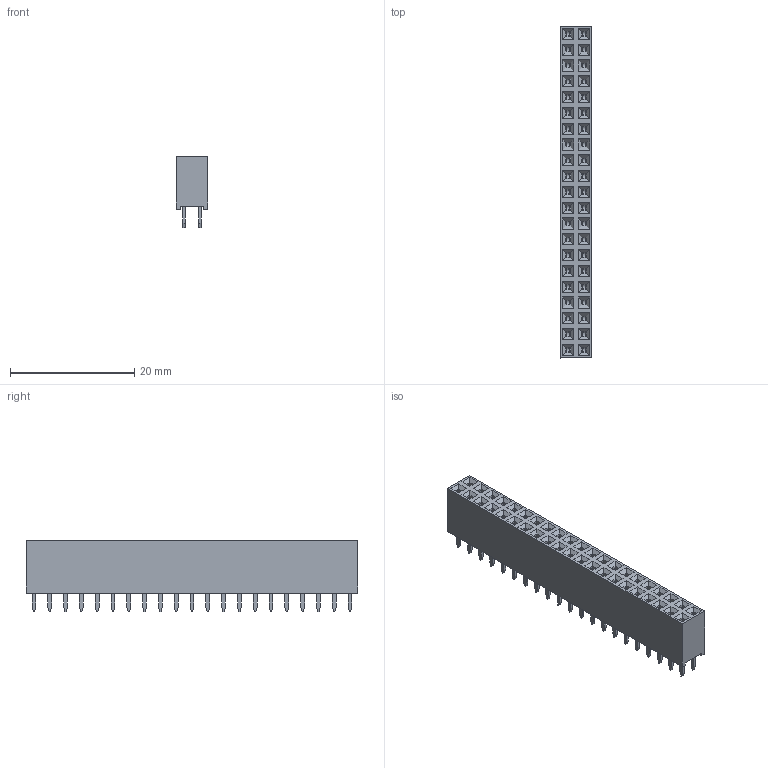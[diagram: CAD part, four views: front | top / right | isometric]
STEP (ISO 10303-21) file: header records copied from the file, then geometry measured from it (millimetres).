
FILE_DESCRIPTION(/* description */ ('Open CASCADE Model'),/* implementation_level */ '2;1');
FILE_NAME(/* name */ 'PBD-42_402.stp',/* time_stamp */ '2025-12-02T16:09:31+03:00',/* author */ ('katya_notebook'),/* organization */ ('Open CASCADE'),/* preprocessor_version */ 'ST-DEVELOPER v20',/* originating_system */ 'Autodesk Inventor 2024',/* authorisation */ 'Unknown');
FILE_SCHEMA (('AUTOMOTIVE_DESIGN { 1 0 10303 214 3 1 1 }'));
Products named in the file (3): PCB; D5; PBD-42
Assembly tree (2 placements, depth 3):
  PCB
    D5
      PBD-42
Bounding box: 5.08 x 53.34 x 11.5 mm (x, y, z)
Volume: 2018.2 mm3; surface area: 3416.1 mm2
Topology: 1 solids, 1 shells, 2278 faces, 6240 edges, 3880 vertices
Faces by surface type: plane 1984, cylinder 294
Entity records: 73009 total; most frequent: ORIENTED_EDGE 12480, CARTESIAN_POINT 12404, DIRECTION 11564, EDGE_CURVE 6240, LINE 5484, VECTOR 5484, VERTEX_POINT 3880, AXIS2_PLACEMENT_3D 3040
